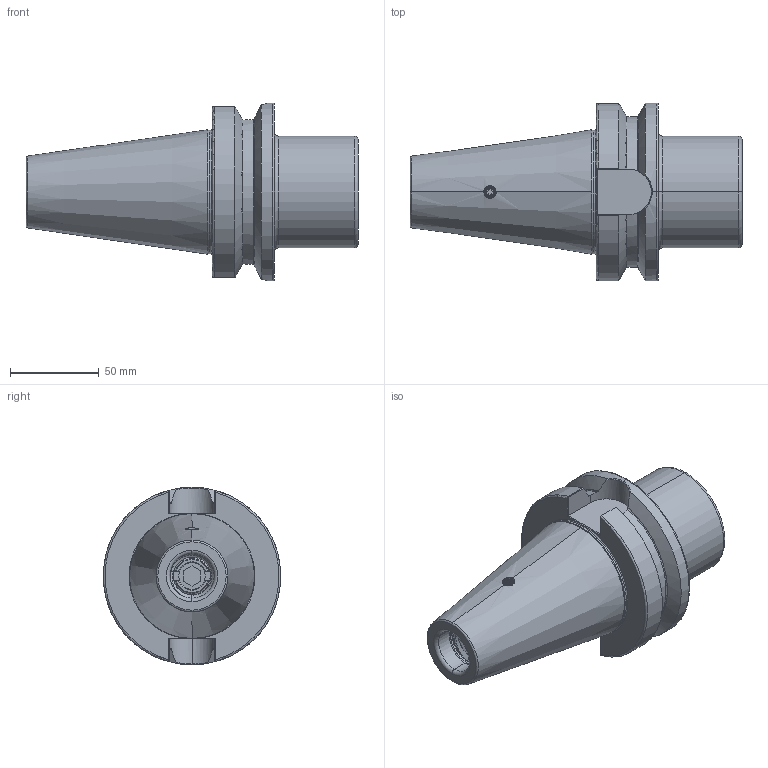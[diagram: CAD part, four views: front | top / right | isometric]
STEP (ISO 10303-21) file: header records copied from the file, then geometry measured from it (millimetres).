
FILE_DESCRIPTION (( 'STEP AP203' ), '1' );
FILE_NAME ('505.08.04A.STEP', '2016-11-26T01:13:25', ( '' ), ( '' ), 'SwSTEP 2.0', 'SolidWorks 2012', '' );
FILE_SCHEMA (( 'CONFIG_CONTROL_DESIGN' ));
Length unit declared in the file: millimetre
Products named in the file (5): 2-02.000.0060100C2_M6xP01-10L; 2-01130023_M16xP2-45L; 505.08.04A; 2-41371008AF_M24xP3_9.5L
Assembly tree (4 placements, depth 2):
  505.08.04A
    505.08.04A
    2-01130023_M16xP2-45L
    2-41371008AF_M24xP3_9.5L
    2-02.000.0060100C2_M6xP01-10L
Bounding box: 186.8 x 100 x 100 mm (x, y, z)
Volume: 533727.8 mm3; surface area: 78558.9 mm2
Topology: 4 solids, 4 shells, 375 faces, 1000 edges, 635 vertices
Faces by surface type: cylinder 162, plane 83, cone 48, torus 43, bspline 39
Entity records: 31921 total; most frequent: CARTESIAN_POINT 23229, ORIENTED_EDGE 1996, DIRECTION 1433, EDGE_CURVE 998, VERTEX_POINT 635, AXIS2_PLACEMENT_3D 555, EDGE_LOOP 387, FACE_OUTER_BOUND 375
